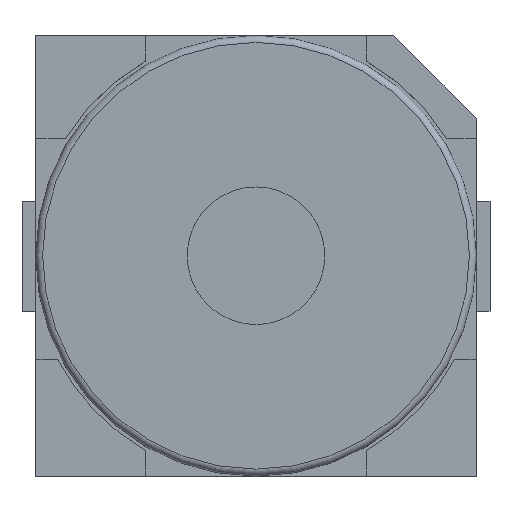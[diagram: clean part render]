
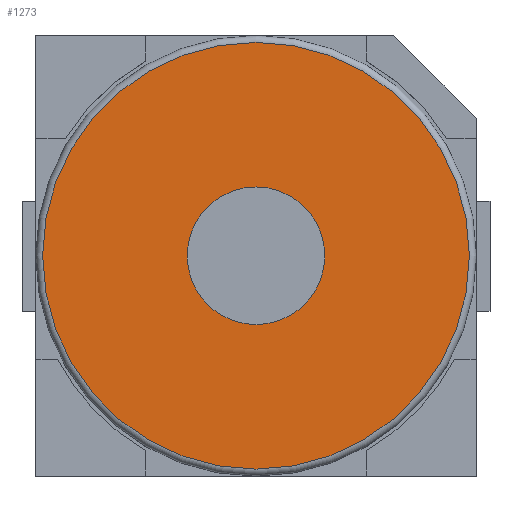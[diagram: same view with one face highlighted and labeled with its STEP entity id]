
A CAD part, top view. The second image highlights one B-rep face of the part: STEP entity #1273.
In plain terms, the highlighted face is planar.
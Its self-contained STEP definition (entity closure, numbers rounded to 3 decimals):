
#38=FACE_BOUND('',#197,.T.);
#66=CIRCLE('',#1363,1.55);
#67=CIRCLE('',#1364,0.5);
#130=FACE_OUTER_BOUND('',#196,.T.);
#196=EDGE_LOOP('',(#1089));
#197=EDGE_LOOP('',(#1090));
#595=VERTEX_POINT('',#2039);
#596=VERTEX_POINT('',#2041);
#762=EDGE_CURVE('',#595,#595,#66,.T.);
#763=EDGE_CURVE('',#596,#596,#67,.T.);
#1089=ORIENTED_EDGE('',*,*,#762,.T.);
#1090=ORIENTED_EDGE('',*,*,#763,.F.);
#1153=PLANE('',#1362);
#1273=ADVANCED_FACE('',(#130,#38),#1153,.F.);
#1362=AXIS2_PLACEMENT_3D('',#2038,#1678,#1679);
#1363=AXIS2_PLACEMENT_3D('',#2040,#1680,#1681);
#1364=AXIS2_PLACEMENT_3D('',#2042,#1682,#1683);
#1678=DIRECTION('center_axis',(0.,0.,1.));
#1679=DIRECTION('ref_axis',(1.,0.,0.));
#1680=DIRECTION('center_axis',(0.,0.,-1.));
#1681=DIRECTION('ref_axis',(-1.,0.,0.));
#1682=DIRECTION('center_axis',(0.,0.,-1.));
#1683=DIRECTION('ref_axis',(0.,1.,0.));
#2038=CARTESIAN_POINT('Origin',(0.,0.,0.));
#2039=CARTESIAN_POINT('',(1.55,0.,0.));
#2040=CARTESIAN_POINT('Origin',(0.,0.,0.));
#2041=CARTESIAN_POINT('',(0.,0.5,0.));
#2042=CARTESIAN_POINT('Origin',(0.,0.,0.));
